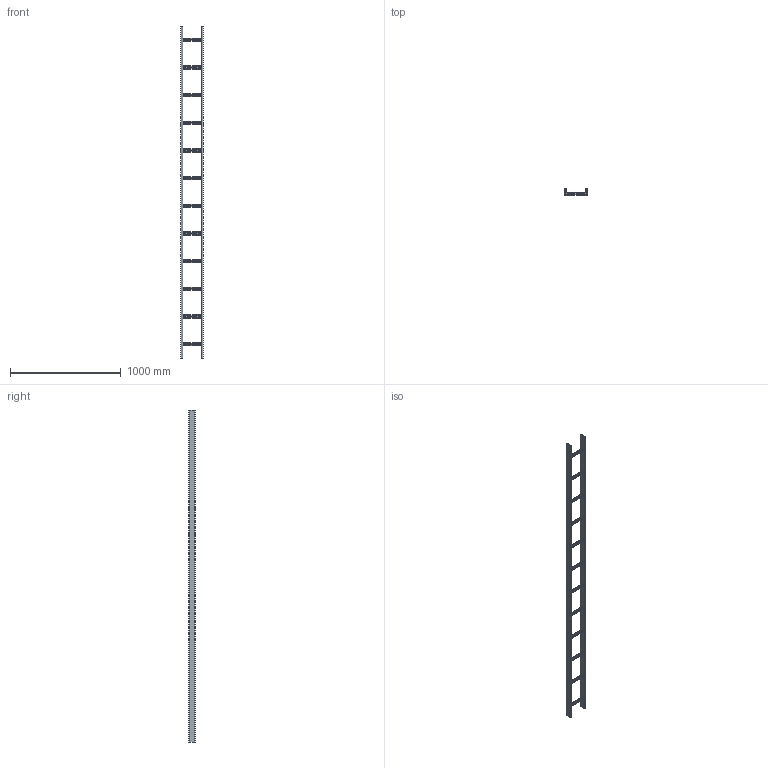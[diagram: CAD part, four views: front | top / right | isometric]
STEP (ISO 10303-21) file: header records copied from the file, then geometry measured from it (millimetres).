
FILE_DESCRIPTION (( 'STEP AP203' ), '1' );
FILE_NAME ('10-02-1218.STEP', '2013-05-02T07:33:45', ( 'asennus' ), ( '' ), 'SwSTEP 2.0', 'SolidWorks 2013', '' );
FILE_SCHEMA (( 'CONFIG_CONTROL_DESIGN' ));
Length unit declared in the file: millimetre
Products named in the file (1): 10-02-1218
Bounding box: 200 x 60 x 3000 mm (x, y, z)
Volume: 928086.3 mm3; surface area: 1865571.1 mm2
Topology: 14 solids, 14 shells, 1028 faces, 2424 edges, 1424 vertices
Faces by surface type: plane 684, cylinder 344
Entity records: 29135 total; most frequent: DIRECTION 5170, CARTESIAN_POINT 4877, ORIENTED_EDGE 4848, EDGE_CURVE 2424, LINE 1736, VECTOR 1736, AXIS2_PLACEMENT_3D 1717, VERTEX_POINT 1424
